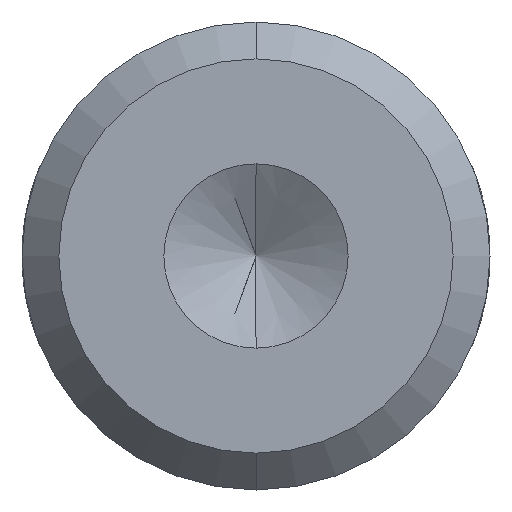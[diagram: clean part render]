
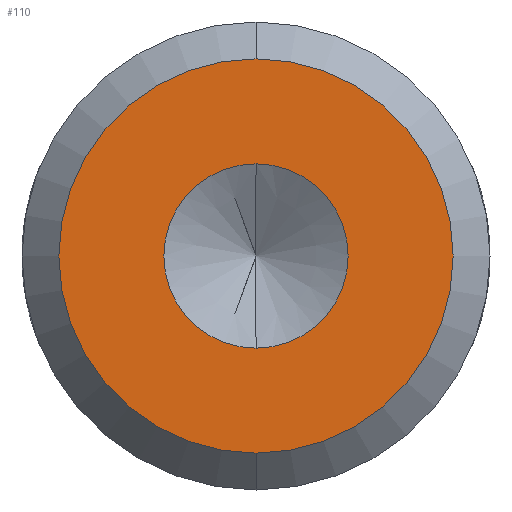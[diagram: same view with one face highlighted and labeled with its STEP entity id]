
A CAD part, front view. The second image highlights one B-rep face of the part: STEP entity #110.
In plain terms, the highlighted planar face has unit normal (0, -1, 0).
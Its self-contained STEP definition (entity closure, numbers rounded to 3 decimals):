
#14 = CARTESIAN_POINT ( 'NONE',  ( 0., 0., 0. ) ) ;
#31 = CIRCLE ( 'NONE', #831, 2.5 ) ;
#33 = PLANE ( 'NONE',  #277 ) ;
#36 = AXIS2_PLACEMENT_3D ( 'NONE', #548, #799, #586 ) ;
#46 = VERTEX_POINT ( 'NONE', #320 ) ;
#83 = DIRECTION ( 'NONE',  ( 0., 0., -1. ) ) ;
#87 = CARTESIAN_POINT ( 'NONE',  ( 0., 0., 0. ) ) ;
#93 = DIRECTION ( 'NONE',  ( 0., 0., -1. ) ) ;
#97 = ORIENTED_EDGE ( 'NONE', *, *, #886, .F. ) ;
#110 = ADVANCED_FACE ( 'NONE', ( #667, #345 ), #33, .F. ) ;
#156 = ORIENTED_EDGE ( 'NONE', *, *, #916, .T. ) ;
#166 = CARTESIAN_POINT ( 'NONE',  ( 0., 0., 2.5 ) ) ;
#170 = DIRECTION ( 'NONE',  ( 0., -1., 0. ) ) ;
#184 = EDGE_LOOP ( 'NONE', ( #156, #473 ) ) ;
#237 = DIRECTION ( 'NONE',  ( 0., -1., 0. ) ) ;
#265 = DIRECTION ( 'NONE',  ( 0., 1., 0. ) ) ;
#277 = AXIS2_PLACEMENT_3D ( 'NONE', #348, #265, #508 ) ;
#320 = CARTESIAN_POINT ( 'NONE',  ( 0., 0., 5.35 ) ) ;
#323 = DIRECTION ( 'NONE',  ( 0., 0., -1. ) ) ;
#326 = CARTESIAN_POINT ( 'NONE',  ( 0., 0., -2.5 ) ) ;
#345 = FACE_OUTER_BOUND ( 'NONE', #184, .T. ) ;
#346 = EDGE_LOOP ( 'NONE', ( #97, #837 ) ) ;
#348 = CARTESIAN_POINT ( 'NONE',  ( 0., 0., 0. ) ) ;
#424 = CIRCLE ( 'NONE', #36, 5.35 ) ;
#473 = ORIENTED_EDGE ( 'NONE', *, *, #610, .T. ) ;
#508 = DIRECTION ( 'NONE',  ( 0., 0., 1. ) ) ;
#548 = CARTESIAN_POINT ( 'NONE',  ( 0., 0., 0. ) ) ;
#566 = EDGE_CURVE ( 'NONE', #580, #621, #31, .T. ) ;
#580 = VERTEX_POINT ( 'NONE', #166 ) ;
#586 = DIRECTION ( 'NONE',  ( 0., 0., -1. ) ) ;
#610 = EDGE_CURVE ( 'NONE', #870, #46, #424, .T. ) ;
#621 = VERTEX_POINT ( 'NONE', #326 ) ;
#623 = DIRECTION ( 'NONE',  ( 0., -1., 0. ) ) ;
#667 = FACE_BOUND ( 'NONE', #346, .T. ) ;
#711 = AXIS2_PLACEMENT_3D ( 'NONE', #14, #237, #93 ) ;
#777 = CARTESIAN_POINT ( 'NONE',  ( 0., 0., 0. ) ) ;
#799 = DIRECTION ( 'NONE',  ( 0., -1., 0. ) ) ;
#801 = CIRCLE ( 'NONE', #802, 5.35 ) ;
#802 = AXIS2_PLACEMENT_3D ( 'NONE', #777, #170, #323 ) ;
#831 = AXIS2_PLACEMENT_3D ( 'NONE', #87, #623, #83 ) ;
#837 = ORIENTED_EDGE ( 'NONE', *, *, #566, .F. ) ;
#868 = CARTESIAN_POINT ( 'NONE',  ( 0., 0., -5.35 ) ) ;
#870 = VERTEX_POINT ( 'NONE', #868 ) ;
#886 = EDGE_CURVE ( 'NONE', #621, #580, #970, .T. ) ;
#916 = EDGE_CURVE ( 'NONE', #46, #870, #801, .T. ) ;
#970 = CIRCLE ( 'NONE', #711, 2.5 ) ;
